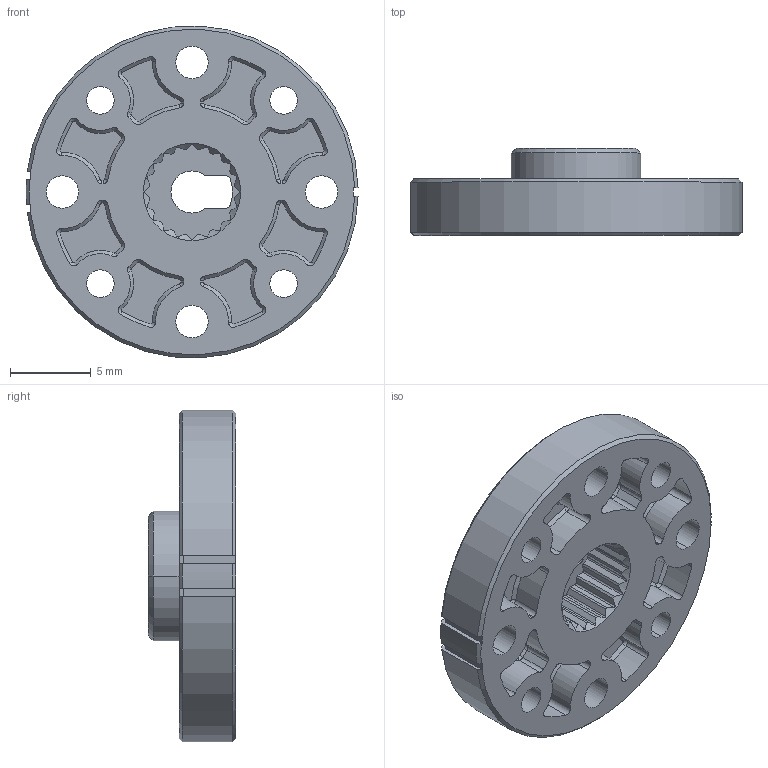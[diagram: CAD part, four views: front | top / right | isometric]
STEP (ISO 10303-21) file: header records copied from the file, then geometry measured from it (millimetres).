
FILE_DESCRIPTION((''),'2;1');
FILE_NAME('DC11_A01_HORN','2022-08-24T11:24:58',('yunever'),(''),'CREO PARAMETRIC BY PTC INC, 2020074','CREO PARAMETRIC BY PTC INC, 2020074','');
FILE_SCHEMA(('CONFIG_CONTROL_DESIGN'));
Length unit declared in the file: millimetre
Products named in the file (1): DC11_A01_HORN
Bounding box: 20.49 x 5.4 x 20.48 mm (x, y, z)
Volume: 914.1 mm3; surface area: 1309.3 mm2
Topology: 1 solids, 1 shells, 357 faces, 918 edges, 576 vertices
Faces by surface type: cylinder 147, cone 106, plane 104
Entity records: 11114 total; most frequent: CARTESIAN_POINT 2195, DIRECTION 1938, ORIENTED_EDGE 1836, EDGE_CURVE 918, AXIS2_PLACEMENT_3D 741, VERTEX_POINT 576, VECTOR 456, LINE 456
